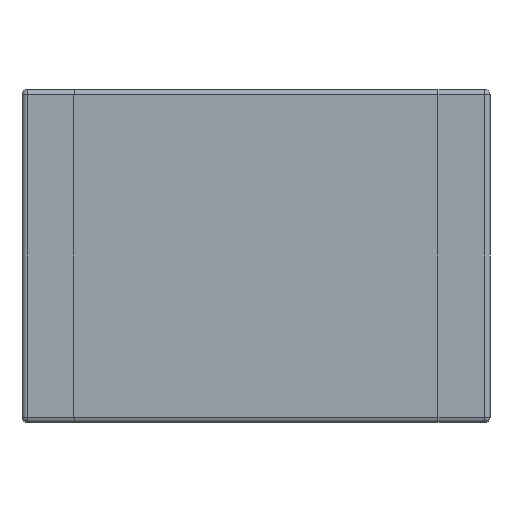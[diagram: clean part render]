
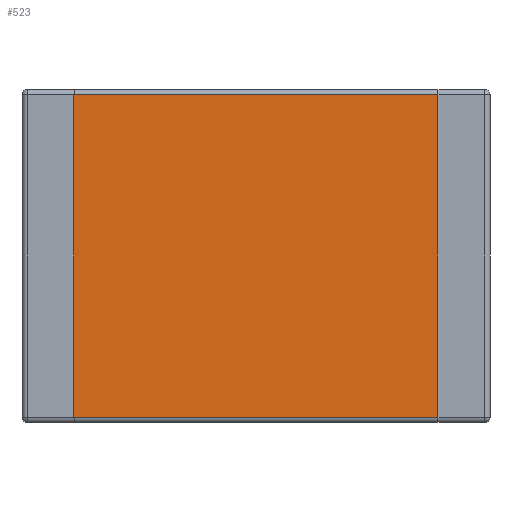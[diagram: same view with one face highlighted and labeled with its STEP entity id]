
A CAD part, front view. The second image highlights one B-rep face of the part: STEP entity #523.
In plain terms, the highlighted planar face has unit normal (0, -1, 0).
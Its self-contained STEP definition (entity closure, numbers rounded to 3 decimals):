
#513 = ORIENTED_EDGE ( 'NONE', *, *, #595, .F. ) ;
#515 = EDGE_LOOP ( 'NONE', ( #522, #520, #513, #519 ) ) ;
#518 = EDGE_CURVE ( 'NONE', #583, #660, #994, .T. ) ;
#519 = ORIENTED_EDGE ( 'NONE', *, *, #518, .T. ) ;
#520 = ORIENTED_EDGE ( 'NONE', *, *, #521, .T. ) ;
#521 = EDGE_CURVE ( 'NONE', #539, #593, #989, .T. ) ;
#522 = ORIENTED_EDGE ( 'NONE', *, *, #534, .F. ) ;
#523 = ADVANCED_FACE ( 'NONE', ( #985 ), #1024, .T. ) ;
#534 = EDGE_CURVE ( 'NONE', #539, #660, #1044, .T. ) ;
#539 = VERTEX_POINT ( 'NONE', #1074 ) ;
#583 = VERTEX_POINT ( 'NONE', #1189 ) ;
#593 = VERTEX_POINT ( 'NONE', #1210 ) ;
#595 = EDGE_CURVE ( 'NONE', #583, #593, #1209, .T. ) ;
#660 = VERTEX_POINT ( 'NONE', #1403 ) ;
#985 = FACE_OUTER_BOUND ( 'NONE', #515, .T. ) ;
#986 = DIRECTION ( 'NONE',  ( 1., 0., 0. ) ) ;
#987 = VECTOR ( 'NONE', #986, 1000. ) ;
#988 = CARTESIAN_POINT ( 'NONE',  ( 2.25, 0., -1.55 ) ) ;
#989 = LINE ( 'NONE', #988, #987 ) ;
#991 = DIRECTION ( 'NONE',  ( -1., 0., 0. ) ) ;
#992 = VECTOR ( 'NONE', #991, 1000. ) ;
#993 = CARTESIAN_POINT ( 'NONE',  ( -2.25, 0., 1.55 ) ) ;
#994 = LINE ( 'NONE', #993, #992 ) ;
#1018 = DIRECTION ( 'NONE',  ( 0., 0., -1. ) ) ;
#1019 = DIRECTION ( 'NONE',  ( 0., -1., 0. ) ) ;
#1020 = CARTESIAN_POINT ( 'NONE',  ( 2.25, 0., -1.6 ) ) ;
#1021 = AXIS2_PLACEMENT_3D ( 'NONE', #1020, #1019, #1018 ) ;
#1024 = PLANE ( 'NONE',  #1021 ) ;
#1041 = DIRECTION ( 'NONE',  ( 0., 0., 1. ) ) ;
#1042 = VECTOR ( 'NONE', #1041, 1000. ) ;
#1043 = CARTESIAN_POINT ( 'NONE',  ( -1.75, 0., -1.6 ) ) ;
#1044 = LINE ( 'NONE', #1043, #1042 ) ;
#1074 = CARTESIAN_POINT ( 'NONE',  ( -1.75, 0., -1.55 ) ) ;
#1189 = CARTESIAN_POINT ( 'NONE',  ( 1.75, 0., 1.55 ) ) ;
#1206 = DIRECTION ( 'NONE',  ( 0., 0., -1. ) ) ;
#1207 = VECTOR ( 'NONE', #1206, 1000. ) ;
#1208 = CARTESIAN_POINT ( 'NONE',  ( 1.75, 0., -1.6 ) ) ;
#1209 = LINE ( 'NONE', #1208, #1207 ) ;
#1210 = CARTESIAN_POINT ( 'NONE',  ( 1.75, 0., -1.55 ) ) ;
#1403 = CARTESIAN_POINT ( 'NONE',  ( -1.75, 0., 1.55 ) ) ;
